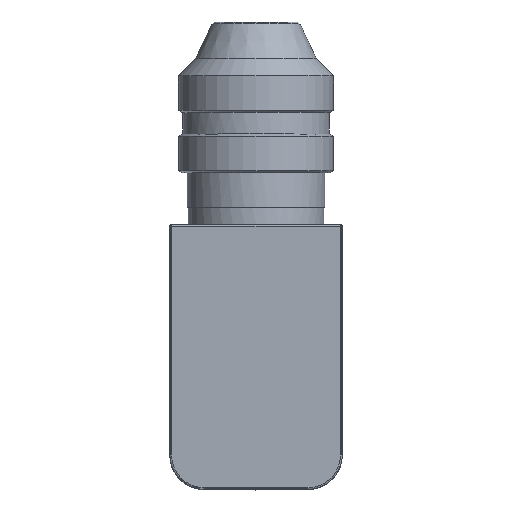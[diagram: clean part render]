
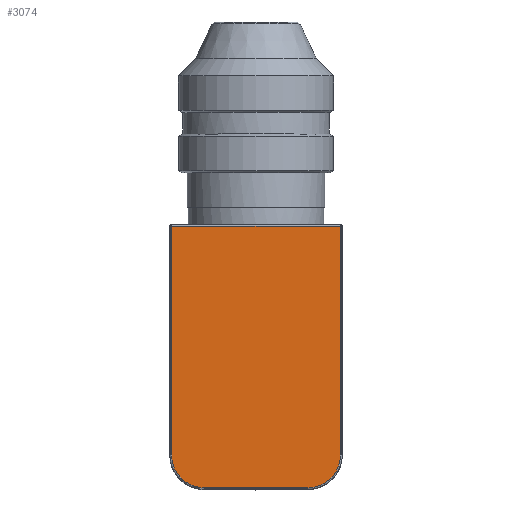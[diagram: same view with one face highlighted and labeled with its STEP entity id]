
A CAD part, top view. The second image highlights one B-rep face of the part: STEP entity #3074.
In plain terms, the highlighted planar face has unit normal (0, 0, 1).
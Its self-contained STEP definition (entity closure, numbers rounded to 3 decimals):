
#3014=AXIS2_PLACEMENT_3D('Plane Axis2P3D',#3011,#3012,#3013) ;
#2485=CARTESIAN_POINT('Vertex',(0.2,30.55,36.9)) ;
#2507=CARTESIAN_POINT('Line Origine',(5.,30.55,36.9)) ;
#2511=CARTESIAN_POINT('Vertex',(19.8,30.55,36.9)) ;
#2996=CARTESIAN_POINT('Vertex',(0.2,4.,36.9)) ;
#2999=CARTESIAN_POINT('Line Origine',(0.2,9.972,36.9)) ;
#3011=CARTESIAN_POINT('Axis2P3D Location',(10.,15.943,36.9)) ;
#3017=CARTESIAN_POINT('Control Point',(4.,0.2,36.9)) ;
#3018=CARTESIAN_POINT('Control Point',(3.618,0.2,36.9)) ;
#3019=CARTESIAN_POINT('Control Point',(3.236,0.248,36.9)) ;
#3020=CARTESIAN_POINT('Control Point',(2.862,0.344,36.9)) ;
#3021=CARTESIAN_POINT('Control Point',(2.146,0.628,36.9)) ;
#3022=CARTESIAN_POINT('Control Point',(1.523,1.08,36.9)) ;
#3023=CARTESIAN_POINT('Control Point',(1.242,1.344,36.9)) ;
#3024=CARTESIAN_POINT('Control Point',(0.751,1.938,36.9)) ;
#3025=CARTESIAN_POINT('Control Point',(0.423,2.634,36.9)) ;
#3026=CARTESIAN_POINT('Control Point',(0.303,3.002,36.9)) ;
#3027=CARTESIAN_POINT('Control Point',(0.223,3.427,36.9)) ;
#3028=CARTESIAN_POINT('Control Point',(0.202,3.857,36.9)) ;
#3029=CARTESIAN_POINT('Control Point',(0.201,3.904,36.9)) ;
#3030=CARTESIAN_POINT('Control Point',(0.2,3.952,36.9)) ;
#3031=CARTESIAN_POINT('Control Point',(0.2,4.,36.9)) ;
#3032=CARTESIAN_POINT('Vertex',(4.,0.2,36.9)) ;
#3035=CARTESIAN_POINT('Line Origine',(10.,0.2,36.9)) ;
#3039=CARTESIAN_POINT('Vertex',(16.,0.2,36.9)) ;
#3043=CARTESIAN_POINT('Control Point',(19.8,4.,36.9)) ;
#3044=CARTESIAN_POINT('Control Point',(19.8,3.618,36.9)) ;
#3045=CARTESIAN_POINT('Control Point',(19.752,3.236,36.9)) ;
#3046=CARTESIAN_POINT('Control Point',(19.656,2.862,36.9)) ;
#3047=CARTESIAN_POINT('Control Point',(19.372,2.146,36.9)) ;
#3048=CARTESIAN_POINT('Control Point',(18.92,1.523,36.9)) ;
#3049=CARTESIAN_POINT('Control Point',(18.656,1.242,36.9)) ;
#3050=CARTESIAN_POINT('Control Point',(18.062,0.751,36.9)) ;
#3051=CARTESIAN_POINT('Control Point',(17.366,0.423,36.9)) ;
#3052=CARTESIAN_POINT('Control Point',(16.998,0.303,36.9)) ;
#3053=CARTESIAN_POINT('Control Point',(16.573,0.223,36.9)) ;
#3054=CARTESIAN_POINT('Control Point',(16.143,0.202,36.9)) ;
#3055=CARTESIAN_POINT('Control Point',(16.096,0.201,36.9)) ;
#3056=CARTESIAN_POINT('Control Point',(16.048,0.2,36.9)) ;
#3057=CARTESIAN_POINT('Control Point',(16.,0.2,36.9)) ;
#3058=CARTESIAN_POINT('Vertex',(19.8,4.,36.9)) ;
#3061=CARTESIAN_POINT('Line Origine',(19.8,17.275,36.9)) ;
#2508=DIRECTION('Vector Direction',(1.,0.,0.)) ;
#3000=DIRECTION('Vector Direction',(0.,1.,0.)) ;
#3012=DIRECTION('Axis2P3D Direction',(-0.,0.,1.)) ;
#3013=DIRECTION('Axis2P3D XDirection',(1.,0.,0.)) ;
#3036=DIRECTION('Vector Direction',(-1.,0.,0.)) ;
#3062=DIRECTION('Vector Direction',(0.,-1.,0.)) ;
#2509=VECTOR('Line Direction',#2508,1.) ;
#3001=VECTOR('Line Direction',#3000,1.) ;
#3037=VECTOR('Line Direction',#3036,1.) ;
#3063=VECTOR('Line Direction',#3062,1.) ;
#3067=ORIENTED_EDGE('',*,*,#2513,.F.) ;
#3068=ORIENTED_EDGE('',*,*,#3003,.F.) ;
#3069=ORIENTED_EDGE('',*,*,#3034,.F.) ;
#3070=ORIENTED_EDGE('',*,*,#3041,.F.) ;
#3071=ORIENTED_EDGE('',*,*,#3060,.F.) ;
#3072=ORIENTED_EDGE('',*,*,#3065,.F.) ;
#3074=ADVANCED_FACE('BREP_WITH_VOIDS #6559',(#3073),#3015,.T.) ;
#3016=B_SPLINE_CURVE_WITH_KNOTS('',5,(#3017,#3018,#3019,#3020,#3021,#3022,#3023,#3024,#3025,#3026,#3027,#3028,#3029,#3030,#3031),.UNSPECIFIED.,.F.,.U.,(6,3,3,3,6),(0.,2.701,5.402,8.103,8.441),.UNSPECIFIED.) ;
#3042=B_SPLINE_CURVE_WITH_KNOTS('',5,(#3043,#3044,#3045,#3046,#3047,#3048,#3049,#3050,#3051,#3052,#3053,#3054,#3055,#3056,#3057),.UNSPECIFIED.,.F.,.U.,(6,3,3,3,6),(0.,2.701,5.402,8.103,8.441),.UNSPECIFIED.) ;
#2513=EDGE_CURVE('',#2486,#2512,#2510,.T.) ;
#3003=EDGE_CURVE('',#2997,#2486,#3002,.T.) ;
#3034=EDGE_CURVE('',#3033,#2997,#3016,.T.) ;
#3041=EDGE_CURVE('',#3040,#3033,#3038,.T.) ;
#3060=EDGE_CURVE('',#3059,#3040,#3042,.T.) ;
#3065=EDGE_CURVE('',#2512,#3059,#3064,.T.) ;
#3066=EDGE_LOOP('',(#3067,#3068,#3069,#3070,#3071,#3072)) ;
#3073=FACE_OUTER_BOUND('',#3066,.T.) ;
#2510=LINE('Line',#2507,#2509) ;
#3002=LINE('Line',#2999,#3001) ;
#3038=LINE('Line',#3035,#3037) ;
#3064=LINE('Line',#3061,#3063) ;
#3015=PLANE('',#3014) ;
#2486=VERTEX_POINT('',#2485) ;
#2512=VERTEX_POINT('',#2511) ;
#2997=VERTEX_POINT('',#2996) ;
#3033=VERTEX_POINT('',#3032) ;
#3040=VERTEX_POINT('',#3039) ;
#3059=VERTEX_POINT('',#3058) ;
